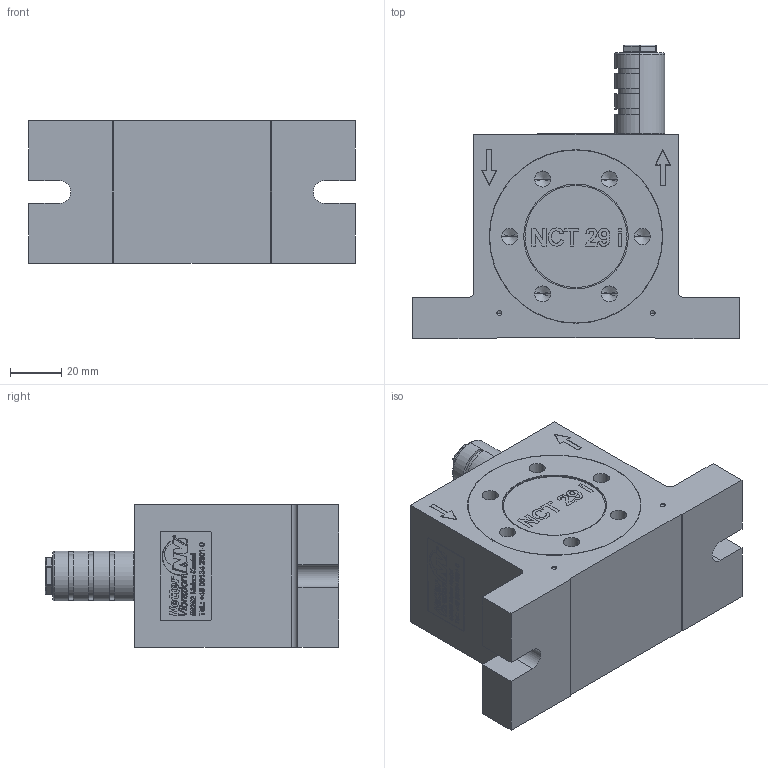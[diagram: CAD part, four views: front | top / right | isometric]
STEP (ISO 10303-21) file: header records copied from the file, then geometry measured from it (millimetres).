
FILE_DESCRIPTION (( 'STEP AP214' ), '1' );
FILE_NAME ('NCT 29i Turbinenvibrator #02729100.STEP', '2022-02-25T13:01:42', ( '' ), ( '' ), 'SwSTEP 2.0', 'SolidWorks 2015', '' );
FILE_SCHEMA (( 'AUTOMOTIVE_DESIGN' ));
Length unit declared in the file: millimetre
Products named in the file (1): NCT 29i Turbinenvibrator #02729100
Bounding box: 128 x 115 x 56 mm (x, y, z)
Volume: 435115.7 mm3; surface area: 60473.9 mm2
Topology: 6 solids, 6 shells, 338 faces, 1501 edges, 1283 vertices
Faces by surface type: plane 206, cylinder 75, cone 30, torus 19, sphere 8
Entity records: 21611 total; most frequent: CARTESIAN_POINT 8889, ORIENTED_EDGE 2954, DIRECTION 1888, EDGE_CURVE 1477, VERTEX_POINT 1283, LINE 794, VECTOR 794, AXIS2_PLACEMENT_3D 547
